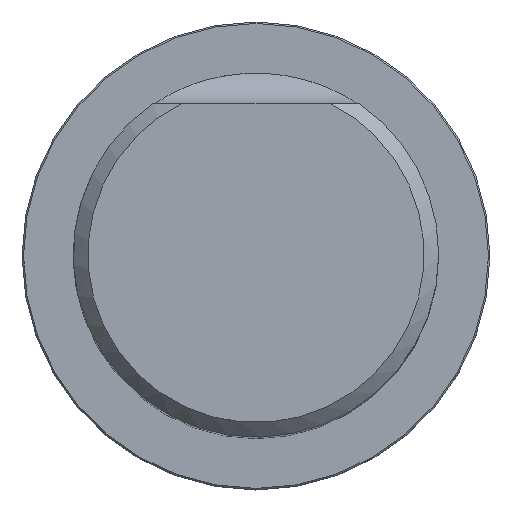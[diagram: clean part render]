
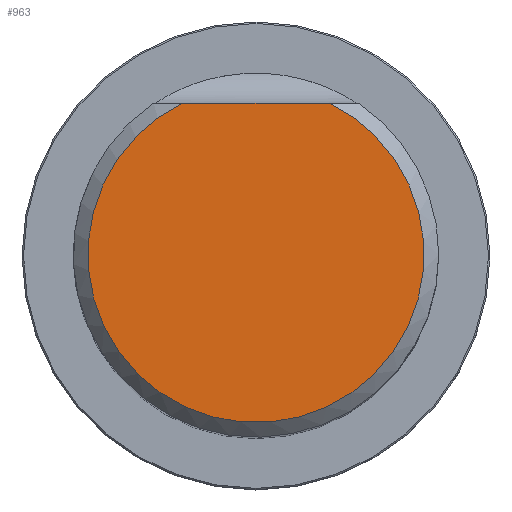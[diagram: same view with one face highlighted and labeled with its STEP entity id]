
A CAD part, top view. The second image highlights one B-rep face of the part: STEP entity #963.
In plain terms, the highlighted planar face has unit normal (0, 0, 1).
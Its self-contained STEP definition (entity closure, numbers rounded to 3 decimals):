
#287=PLANE('',#4996);
#428=LINE('',#7268,#669);
#669=VECTOR('',#5610,1.);
#963=ADVANCED_FACE('CU_SU_1',(#1298),#287,.T.);
#1298=FACE_OUTER_BOUND('',#1537,.T.);
#1537=EDGE_LOOP('',(#2259,#2260));
#1959=CIRCLE('',#4995,11.497);
#2259=ORIENTED_EDGE('',*,*,#4027,.F.);
#2260=ORIENTED_EDGE('',*,*,#4028,.F.);
#3540=VERTEX_POINT('',#7266);
#3541=VERTEX_POINT('',#7267);
#4027=EDGE_CURVE('',#3540,#3541,#1959,.T.);
#4028=EDGE_CURVE('',#3541,#3540,#428,.T.);
#4995=AXIS2_PLACEMENT_3D('',#7265,#5608,#5609);
#4996=AXIS2_PLACEMENT_3D('',#7269,#5611,#5612);
#5608=DIRECTION('',(0.,0.,-1.));
#5609=DIRECTION('',(1.,0.,0.));
#5610=DIRECTION('',(1.,0.,0.));
#5611=DIRECTION('',(0.,0.,1.));
#5612=DIRECTION('',(1.,0.,0.));
#7265=CARTESIAN_POINT('',(0.,0.,56.));
#7266=CARTESIAN_POINT('',(4.999,10.353,56.));
#7267=CARTESIAN_POINT('',(-4.999,10.353,56.));
#7268=CARTESIAN_POINT('',(-50.,10.353,56.));
#7269=CARTESIAN_POINT('',(0.,0.,56.));
